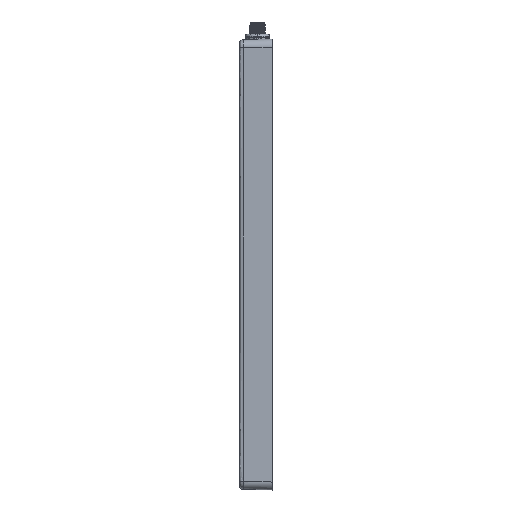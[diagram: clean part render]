
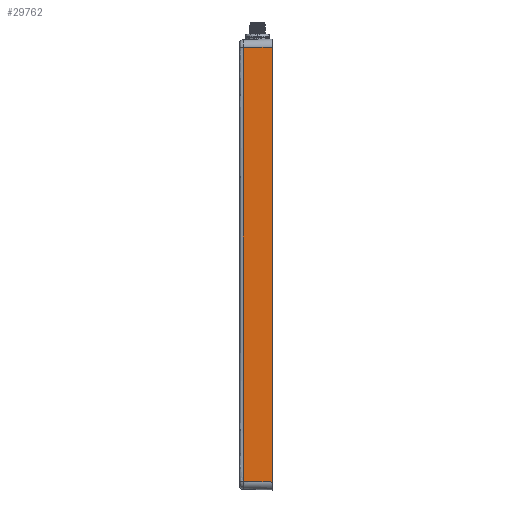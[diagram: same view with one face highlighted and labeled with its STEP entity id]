
A CAD part, left-side view. The second image highlights one B-rep face of the part: STEP entity #29762.
In plain terms, the highlighted planar face has unit normal (-1, 0.026, 0).
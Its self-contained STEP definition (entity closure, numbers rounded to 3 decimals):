
#206=CARTESIAN_POINT('',(-3.545,0.,-6.771));
#220=DIRECTION('',(0.,0.,-1.));
#221=VECTOR('',#220,13.542);
#222=CARTESIAN_POINT('',(-3.545,0.,6.771));
#223=LINE('',#222,#221);
#236=CARTESIAN_POINT('',(-3.545,0.,6.771));
#1143=CARTESIAN_POINT('',(-3.522,0.898,
6.747));
#1662=DIRECTION('',(0.,0.,1.));
#1663=VECTOR('',#1662,13.494);
#1664=CARTESIAN_POINT('',(-3.522,0.898,
-6.747));
#1665=LINE('',#1664,#1663);
#1666=DIRECTION('',(-0.026,-0.999,0.026));
#1667=VECTOR('',#1666,0.898);
#1668=CARTESIAN_POINT('',(-3.522,0.898,
6.747));
#1669=LINE('',#1668,#1667);
#1670=DIRECTION('',(-0.026,-0.999,-0.026));
#1671=VECTOR('',#1670,0.898);
#1672=CARTESIAN_POINT('',(-3.522,0.898,
-6.747));
#1673=LINE('',#1672,#1671);
#26409=VERTEX_POINT('',#236);
#26410=VERTEX_POINT('',#206);
#26433=VERTEX_POINT('',#1143);
#26436=CARTESIAN_POINT('',(-3.522,0.898,
-6.747));
#26437=VERTEX_POINT('',#26436);
#29750=CARTESIAN_POINT('',(-3.545,0.,-7.266));
#29751=DIRECTION('',(-1.,0.026,0.));
#29752=DIRECTION('',(0.,0.,-1.));
#29753=AXIS2_PLACEMENT_3D('',#29750,#29751,#29752);
#29754=PLANE('',#29753);
#29755=ORIENTED_EDGE('',*,*,#29744,.T.);
#29756=ORIENTED_EDGE('',*,*,#29453,.T.);
#29757=ORIENTED_EDGE('',*,*,#28941,.T.);
#29759=ORIENTED_EDGE('',*,*,#29758,.F.);
#29760=EDGE_LOOP('',(#29755,#29756,#29757,#29759));
#29761=FACE_OUTER_BOUND('',#29760,.F.);
#29762=ADVANCED_FACE('',(#29761),#29754,.T.);
#28941=EDGE_CURVE('',#26409,#26410,#223,.T.);
#29453=EDGE_CURVE('',#26433,#26409,#1669,.T.);
#29744=EDGE_CURVE('',#26437,#26433,#1665,.T.);
#29758=EDGE_CURVE('',#26437,#26410,#1673,.T.);
